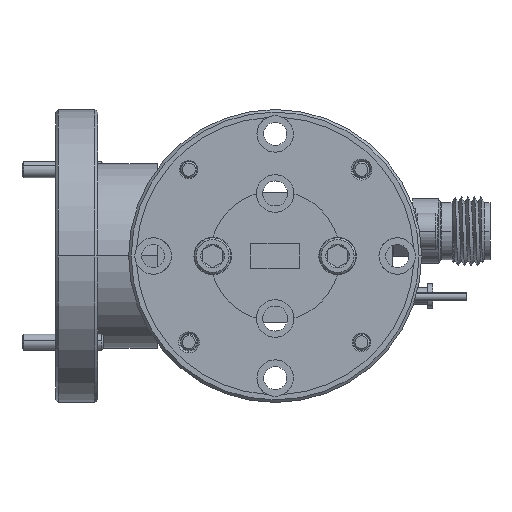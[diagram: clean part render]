
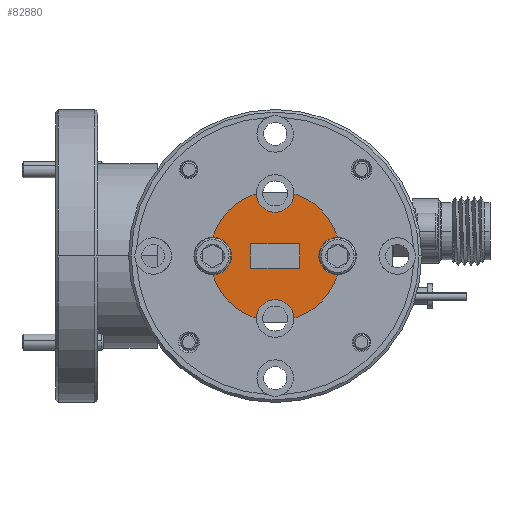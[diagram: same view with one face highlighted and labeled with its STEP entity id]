
A CAD part, left-side view. The second image highlights one B-rep face of the part: STEP entity #82880.
In plain terms, the highlighted planar face has unit normal (-1, 0, 0).
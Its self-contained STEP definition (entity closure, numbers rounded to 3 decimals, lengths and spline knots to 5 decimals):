
#73 = CARTESIAN_POINT ( 'NONE',  ( -0.842, 0., 0.255 ) ) ;
#424 = CARTESIAN_POINT ( 'NONE',  ( -0.842, 0.094, 0.302 ) ) ;
#1313 = CARTESIAN_POINT ( 'NONE',  ( -0.842, 0., 0.255 ) ) ;
#1366 = CARTESIAN_POINT ( 'NONE',  ( -0.842, -0.24, 0.255 ) ) ;
#1373 = CIRCLE ( 'NONE', #4317, 0.25 ) ;
#2220 = AXIS2_PLACEMENT_3D ( 'NONE', #43455, #78881, #57702 ) ;
#2761 = CARTESIAN_POINT ( 'NONE',  ( -0.842, 0.168, 0.255 ) ) ;
#3238 = CIRCLE ( 'NONE', #38434, 0.25 ) ;
#3771 = DIRECTION ( 'NONE',  ( 0., -1., 0. ) ) ;
#4235 = EDGE_CURVE ( 'NONE', #26276, #83122, #47851, .T. ) ;
#4317 = AXIS2_PLACEMENT_3D ( 'NONE', #83020, #19969, #13044 ) ;
#4393 = EDGE_CURVE ( 'NONE', #42907, #39117, #34728, .T. ) ;
#4693 = VERTEX_POINT ( 'NONE', #86519 ) ;
#4800 = VECTOR ( 'NONE', #19285, 39.37008 ) ;
#5520 = CARTESIAN_POINT ( 'NONE',  ( -0.842, 0., 0.015 ) ) ;
#8722 = CARTESIAN_POINT ( 'NONE',  ( -0.842, 0., 0.255 ) ) ;
#11372 = CARTESIAN_POINT ( 'NONE',  ( -0.842, 0.094, 0.208 ) ) ;
#11570 = ORIENTED_EDGE ( 'NONE', *, *, #46700, .F. ) ;
#12928 = PLANE ( 'NONE',  #46067 ) ;
#13044 = DIRECTION ( 'NONE',  ( 0., -1., 0. ) ) ;
#13912 = CIRCLE ( 'NONE', #2220, 0.072 ) ;
#14496 = AXIS2_PLACEMENT_3D ( 'NONE', #1366, #42748, #56999 ) ;
#15987 = DIRECTION ( 'NONE',  ( 0., -1., 0. ) ) ;
#16705 = AXIS2_PLACEMENT_3D ( 'NONE', #54009, #19497, #68292 ) ;
#17073 = CARTESIAN_POINT ( 'NONE',  ( -0.842, 0.094, 0.302 ) ) ;
#18303 = AXIS2_PLACEMENT_3D ( 'NONE', #8722, #38551, #86036 ) ;
#19285 = DIRECTION ( 'NONE',  ( 0., -1., 0. ) ) ;
#19402 = CARTESIAN_POINT ( 'NONE',  ( -0.842, 0.094, 0.302 ) ) ;
#19497 = DIRECTION ( 'NONE',  ( -1., 0., 0. ) ) ;
#19969 = DIRECTION ( 'NONE',  ( -1., 0., 0. ) ) ;
#22910 = ORIENTED_EDGE ( 'NONE', *, *, #29050, .F. ) ;
#22977 = VERTEX_POINT ( 'NONE', #70436 ) ;
#24010 = ORIENTED_EDGE ( 'NONE', *, *, #84140, .T. ) ;
#24199 = DIRECTION ( 'NONE',  ( 0., -1., 0. ) ) ;
#26210 = ORIENTED_EDGE ( 'NONE', *, *, #58108, .F. ) ;
#26276 = VERTEX_POINT ( 'NONE', #2761 ) ;
#26306 = LINE ( 'NONE', #19402, #59355 ) ;
#27568 = VERTEX_POINT ( 'NONE', #74047 ) ;
#27588 = ORIENTED_EDGE ( 'NONE', *, *, #76106, .F. ) ;
#29050 = EDGE_CURVE ( 'NONE', #40346, #22977, #45388, .T. ) ;
#29214 = CARTESIAN_POINT ( 'NONE',  ( -0.842, -0.094, 0.302 ) ) ;
#31095 = CARTESIAN_POINT ( 'NONE',  ( -0.842, -0.24, 0.255 ) ) ;
#32626 = DIRECTION ( 'NONE',  ( 0., -1., 0. ) ) ;
#33427 = EDGE_LOOP ( 'NONE', ( #71325, #73662, #79727, #79817, #22910, #27588, #24010, #63263, #38935, #65928 ) ) ;
#34396 = EDGE_CURVE ( 'NONE', #35662, #27568, #74085, .T. ) ;
#34728 = LINE ( 'NONE', #29214, #58175 ) ;
#34965 = DIRECTION ( 'NONE',  ( -1., 0., 0. ) ) ;
#34966 = VERTEX_POINT ( 'NONE', #424 ) ;
#35178 = DIRECTION ( 'NONE',  ( 0., 0., 1. ) ) ;
#35662 = VERTEX_POINT ( 'NONE', #88032 ) ;
#35832 = VERTEX_POINT ( 'NONE', #62090 ) ;
#36851 = CIRCLE ( 'NONE', #57430, 0.072 ) ;
#37366 = ORIENTED_EDGE ( 'NONE', *, *, #53527, .F. ) ;
#38205 = CARTESIAN_POINT ( 'NONE',  ( -0.842, 0., 0.255 ) ) ;
#38434 = AXIS2_PLACEMENT_3D ( 'NONE', #38205, #66770, #3771 ) ;
#38551 = DIRECTION ( 'NONE',  ( -1., 0., 0. ) ) ;
#38935 = ORIENTED_EDGE ( 'NONE', *, *, #82220, .T. ) ;
#39117 = VERTEX_POINT ( 'NONE', #70010 ) ;
#39967 = LINE ( 'NONE', #62537, #4800 ) ;
#40155 = EDGE_CURVE ( 'NONE', #48885, #26276, #13912, .T. ) ;
#40346 = VERTEX_POINT ( 'NONE', #82407 ) ;
#40456 = DIRECTION ( 'NONE',  ( -1., 0., 0. ) ) ;
#41006 = DIRECTION ( 'NONE',  ( 0., 0., -1. ) ) ;
#42748 = DIRECTION ( 'NONE',  ( -1., 0., 0. ) ) ;
#42907 = VERTEX_POINT ( 'NONE', #59141 ) ;
#43344 = LINE ( 'NONE', #17073, #69076 ) ;
#43455 = CARTESIAN_POINT ( 'NONE',  ( -0.842, 0.24, 0.255 ) ) ;
#45388 = CIRCLE ( 'NONE', #14496, 0.072 ) ;
#46067 = AXIS2_PLACEMENT_3D ( 'NONE', #73, #34965, #47432 ) ;
#46700 = EDGE_CURVE ( 'NONE', #39117, #34966, #43344, .T. ) ;
#47432 = DIRECTION ( 'NONE',  ( 0., -1., 0. ) ) ;
#47756 = CARTESIAN_POINT ( 'NONE',  ( -0.842, 0.23941, 0.183 ) ) ;
#47851 = CIRCLE ( 'NONE', #84656, 0.072 ) ;
#48885 = VERTEX_POINT ( 'NONE', #47756 ) ;
#53527 = EDGE_CURVE ( 'NONE', #60743, #42907, #39967, .T. ) ;
#54009 = CARTESIAN_POINT ( 'NONE',  ( -0.842, 0., 0.495 ) ) ;
#54558 = CARTESIAN_POINT ( 'NONE',  ( -0.842, 0.24, 0.255 ) ) ;
#55017 = DIRECTION ( 'NONE',  ( 0., -1., 0. ) ) ;
#56999 = DIRECTION ( 'NONE',  ( 0., -1., 0. ) ) ;
#57430 = AXIS2_PLACEMENT_3D ( 'NONE', #31095, #85434, #24199 ) ;
#57702 = DIRECTION ( 'NONE',  ( 0., -1., 0. ) ) ;
#57838 = AXIS2_PLACEMENT_3D ( 'NONE', #5520, #40456, #32626 ) ;
#57963 = CIRCLE ( 'NONE', #18303, 0.25 ) ;
#58108 = EDGE_CURVE ( 'NONE', #34966, #60743, #26306, .T. ) ;
#58175 = VECTOR ( 'NONE', #35178, 39.37008 ) ;
#58505 = EDGE_CURVE ( 'NONE', #71573, #35832, #75512, .T. ) ;
#59141 = CARTESIAN_POINT ( 'NONE',  ( -0.842, -0.094, 0.208 ) ) ;
#59355 = VECTOR ( 'NONE', #41006, 39.37008 ) ;
#60743 = VERTEX_POINT ( 'NONE', #11372 ) ;
#62090 = CARTESIAN_POINT ( 'NONE',  ( -0.842, 0.072, 0.01559 ) ) ;
#62537 = CARTESIAN_POINT ( 'NONE',  ( -0.842, 0.094, 0.208 ) ) ;
#63263 = ORIENTED_EDGE ( 'NONE', *, *, #34396, .F. ) ;
#65765 = EDGE_LOOP ( 'NONE', ( #69913, #37366, #26210, #11570 ) ) ;
#65928 = ORIENTED_EDGE ( 'NONE', *, *, #4235, .F. ) ;
#66770 = DIRECTION ( 'NONE',  ( -1., 0., 0. ) ) ;
#66849 = AXIS2_PLACEMENT_3D ( 'NONE', #1313, #71237, #15987 ) ;
#68292 = DIRECTION ( 'NONE',  ( 0., -1., 0. ) ) ;
#68515 = EDGE_CURVE ( 'NONE', #48885, #35832, #1373, .T. ) ;
#69076 = VECTOR ( 'NONE', #86149, 39.37008 ) ;
#69913 = ORIENTED_EDGE ( 'NONE', *, *, #4393, .F. ) ;
#70010 = CARTESIAN_POINT ( 'NONE',  ( -0.842, -0.094, 0.302 ) ) ;
#70436 = CARTESIAN_POINT ( 'NONE',  ( -0.842, -0.23941, 0.183 ) ) ;
#71237 = DIRECTION ( 'NONE',  ( -1., 0., 0. ) ) ;
#71325 = ORIENTED_EDGE ( 'NONE', *, *, #40155, .F. ) ;
#71573 = VERTEX_POINT ( 'NONE', #78874 ) ;
#73662 = ORIENTED_EDGE ( 'NONE', *, *, #68515, .T. ) ;
#74047 = CARTESIAN_POINT ( 'NONE',  ( -0.842, -0.072, 0.49441 ) ) ;
#74085 = CIRCLE ( 'NONE', #16705, 0.072 ) ;
#75512 = CIRCLE ( 'NONE', #57838, 0.072 ) ;
#75642 = CIRCLE ( 'NONE', #66849, 0.25 ) ;
#76106 = EDGE_CURVE ( 'NONE', #4693, #40346, #36851, .T. ) ;
#76916 = EDGE_CURVE ( 'NONE', #71573, #22977, #3238, .T. ) ;
#78874 = CARTESIAN_POINT ( 'NONE',  ( -0.842, -0.072, 0.01559 ) ) ;
#78881 = DIRECTION ( 'NONE',  ( -1., 0., 0. ) ) ;
#79727 = ORIENTED_EDGE ( 'NONE', *, *, #58505, .F. ) ;
#79817 = ORIENTED_EDGE ( 'NONE', *, *, #76916, .T. ) ;
#80867 = CARTESIAN_POINT ( 'NONE',  ( -0.842, 0.23941, 0.327 ) ) ;
#82220 = EDGE_CURVE ( 'NONE', #35662, #83122, #75642, .T. ) ;
#82407 = CARTESIAN_POINT ( 'NONE',  ( -0.842, -0.168, 0.255 ) ) ;
#82446 = FACE_BOUND ( 'NONE', #65765, .T. ) ;
#82880 = ADVANCED_FACE ( 'NONE', ( #89808, #82446 ), #12928, .T. ) ;
#83020 = CARTESIAN_POINT ( 'NONE',  ( -0.842, 0., 0.255 ) ) ;
#83122 = VERTEX_POINT ( 'NONE', #80867 ) ;
#84140 = EDGE_CURVE ( 'NONE', #4693, #27568, #57963, .T. ) ;
#84656 = AXIS2_PLACEMENT_3D ( 'NONE', #54558, #89139, #55017 ) ;
#85434 = DIRECTION ( 'NONE',  ( -1., 0., 0. ) ) ;
#86036 = DIRECTION ( 'NONE',  ( 0., -1., 0. ) ) ;
#86149 = DIRECTION ( 'NONE',  ( 0., 1., 0. ) ) ;
#86519 = CARTESIAN_POINT ( 'NONE',  ( -0.842, -0.23941, 0.327 ) ) ;
#88032 = CARTESIAN_POINT ( 'NONE',  ( -0.842, 0.072, 0.49441 ) ) ;
#89139 = DIRECTION ( 'NONE',  ( -1., 0., 0. ) ) ;
#89808 = FACE_OUTER_BOUND ( 'NONE', #33427, .T. ) ;
